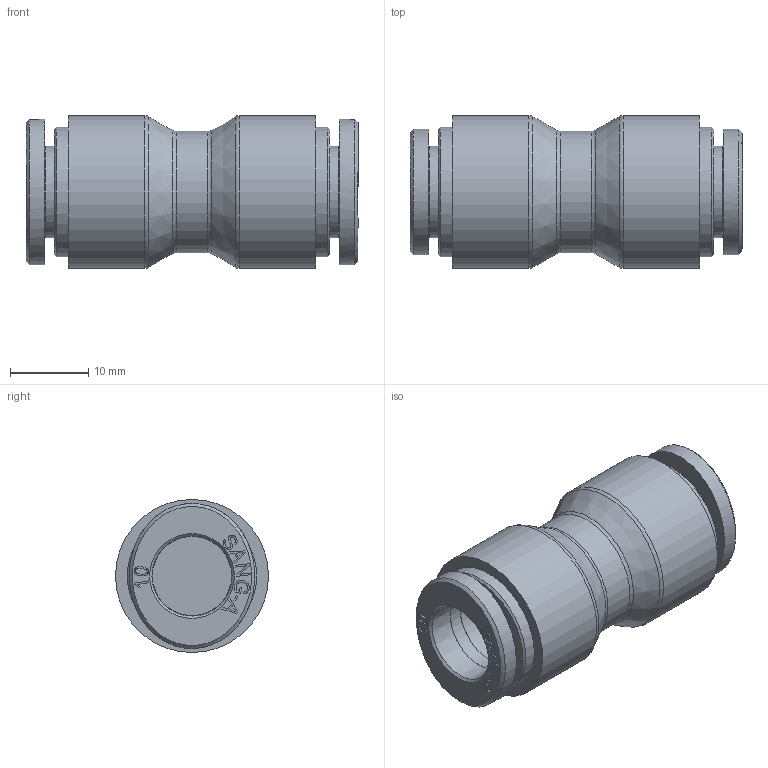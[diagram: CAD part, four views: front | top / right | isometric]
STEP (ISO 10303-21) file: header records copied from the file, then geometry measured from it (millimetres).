
FILE_DESCRIPTION((''),'2;1');
FILE_NAME('HR-PUC 10.stp','2020-03-19T16:36:06',('user'),(''),'Autodesk Inventor 2013','Autodesk Inventor 2013','');
FILE_SCHEMA(('AUTOMOTIVE_DESIGN { 1 0 10303 214 1 1 1 1 }'));
Length unit declared in the file: millimetre
Products named in the file (5): HR-PUC 06; HR-PUC 10 BODY; HR-COLLAR 10; HR-Collar 10L(SUS); HR-SLEEVE 10
Assembly tree (5 placements, depth 3):
  HR-PUC 06
    HR-PUC 10 BODY
    HR-COLLAR 10  x2
      HR-Collar 10L(SUS)
      HR-SLEEVE 10
Bounding box: 42.3 x 19.5 x 19.5 mm (x, y, z)
Volume: 7407.6 mm3; surface area: 5390.6 mm2
Topology: 5 solids, 5 shells, 241 faces, 604 edges, 399 vertices
Faces by surface type: plane 134, bspline 82, cylinder 11, cone 10, torus 4
Full cylindrical faces by diameter (mm): 10.15 x2, 10.2 x2, 11.7 x2, 15.5 x1, 16.5 x2, 19.5 x2
Entity records: 4115 total; most frequent: CARTESIAN_POINT 1282, ORIENTED_EDGE 586, DIRECTION 433, EDGE_CURVE 293, VERTEX_POINT 204, VECTOR 187, LINE 187, EDGE_LOOP 165
